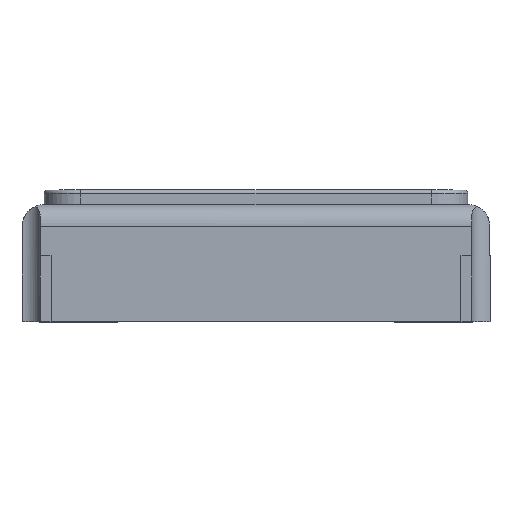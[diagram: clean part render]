
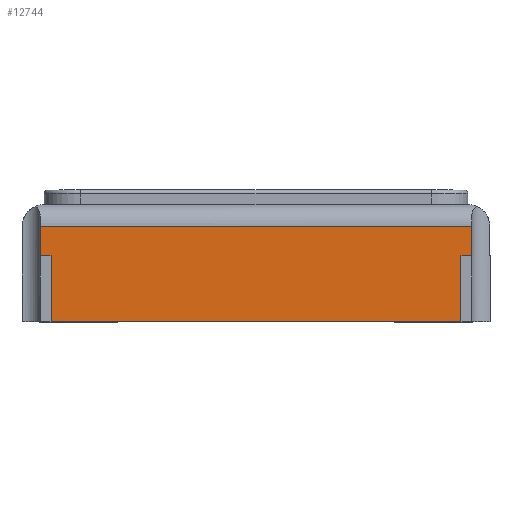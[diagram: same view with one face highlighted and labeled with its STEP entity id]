
A CAD part, top view. The second image highlights one B-rep face of the part: STEP entity #12744.
In plain terms, the highlighted planar face has unit normal (0, 0, 1).
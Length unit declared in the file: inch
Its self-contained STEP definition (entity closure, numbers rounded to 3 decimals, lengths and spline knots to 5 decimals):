
#71 = CARTESIAN_POINT ( 'NONE',  ( -0.05521, 0., 0.02953 ) ) ;
#183 = ORIENTED_EDGE ( 'NONE', *, *, #9328, .F. ) ;
#393 = CARTESIAN_POINT ( 'NONE',  ( 0.05521, 0.01772, 0.02953 ) ) ;
#536 = VERTEX_POINT ( 'NONE', #9694 ) ;
#1092 = ORIENTED_EDGE ( 'NONE', *, *, #14978, .T. ) ;
#1155 = LINE ( 'NONE', #8278, #9601 ) ;
#1170 = ORIENTED_EDGE ( 'NONE', *, *, #7662, .T. ) ;
#1463 = EDGE_CURVE ( 'Defeatured_0_30+Defeatured_0_12+Defeatured_0_43+Defeatured_0_241', #15177, #536, #1853, .T. ) ;
#1509 = CARTESIAN_POINT ( 'NONE',  ( -0.05521, 0.01772, 0.02953 ) ) ;
#1676 = DIRECTION ( 'NONE',  ( 0., 0., -1. ) ) ;
#1766 = VERTEX_POINT ( 'NONE', #71 ) ;
#1821 = VERTEX_POINT ( 'NONE', #1509 ) ;
#1853 = LINE ( 'NONE', #3241, #10484 ) ;
#2254 = VECTOR ( 'NONE', #12800, 39.37008 ) ;
#2927 = EDGE_CURVE ( 'Defeatured_0_12+Defeatured_0_51+Defeatured_0_13+Defeatured_0_54', #4198, #10432, #3888, .T. ) ;
#3241 = CARTESIAN_POINT ( 'NONE',  ( -0.05807, -0.00004, 0.02953 ) ) ;
#3888 = LINE ( 'NONE', #12541, #2254 ) ;
#3971 = CARTESIAN_POINT ( 'NONE',  ( -0.06299, 0.0315, 0.02953 ) ) ;
#4198 = VERTEX_POINT ( 'NONE', #4727 ) ;
#4395 = DIRECTION ( 'NONE',  ( 0., 1., 0. ) ) ;
#4446 = ORIENTED_EDGE ( 'NONE', *, *, #2927, .T. ) ;
#4576 = VECTOR ( 'NONE', #6539, 39.37008 ) ;
#4727 = CARTESIAN_POINT ( 'NONE',  ( 0.05521, 0., 0.02953 ) ) ;
#5287 = EDGE_CURVE ( 'Defeatured_0_12+Defeatured_0_41+Defeatured_0_43+Defeatured_0_13', #1821, #1766, #5928, .T. ) ;
#5782 = CARTESIAN_POINT ( 'NONE',  ( -0.05521, 0.01772, 0.02953 ) ) ;
#5812 = VERTEX_POINT ( 'NONE', #7401 ) ;
#5928 = LINE ( 'NONE', #5782, #13640 ) ;
#6047 = CARTESIAN_POINT ( 'NONE',  ( 0.05807, 0.02559, 0.02953 ) ) ;
#6256 = VECTOR ( 'NONE', #8902, 39.37008 ) ;
#6443 = CARTESIAN_POINT ( 'NONE',  ( -0.06299, 0.01772, 0.02953 ) ) ;
#6476 = EDGE_LOOP ( 'NONE', ( #12073, #1092, #15134, #183, #9484, #13991, #4446, #1170 ) ) ;
#6539 = DIRECTION ( 'NONE',  ( 1., 0., 0. ) ) ;
#6549 = VECTOR ( 'NONE', #14902, 39.37008 ) ;
#6871 = CARTESIAN_POINT ( 'NONE',  ( -0.05807, 0.01772, 0.02953 ) ) ;
#7121 = DIRECTION ( 'NONE',  ( 1., 0., 0. ) ) ;
#7137 = LINE ( 'NONE', #7164, #12834 ) ;
#7164 = CARTESIAN_POINT ( 'NONE',  ( 0.05807, -0.00004, 0.02953 ) ) ;
#7401 = CARTESIAN_POINT ( 'NONE',  ( 0.05807, 0.01772, 0.02953 ) ) ;
#7662 = EDGE_CURVE ( 'Defeatured_0_12+Defeatured_0_54+Defeatured_0_51+Defeatured_0_31', #10432, #5812, #12857, .T. ) ;
#7971 = FACE_OUTER_BOUND ( 'NONE', #6476, .T. ) ;
#8278 = CARTESIAN_POINT ( 'NONE',  ( -0.06299, 0., 0.02953 ) ) ;
#8444 = AXIS2_PLACEMENT_3D ( 'NONE', #3971, #1676, #12144 ) ;
#8684 = PLANE ( 'NONE',  #8444 ) ;
#8902 = DIRECTION ( 'NONE',  ( -1., 0., 0. ) ) ;
#9328 = EDGE_CURVE ( 'Defeatured_0_43+Defeatured_0_12+Defeatured_0_41+Defeatured_0_30', #1821, #15177, #9670, .T. ) ;
#9377 = LINE ( 'NONE', #14784, #6256 ) ;
#9484 = ORIENTED_EDGE ( 'NONE', *, *, #5287, .T. ) ;
#9601 = VECTOR ( 'NONE', #7121, 39.37008 ) ;
#9670 = LINE ( 'NONE', #9889, #6549 ) ;
#9694 = CARTESIAN_POINT ( 'NONE',  ( -0.05807, 0.02559, 0.02953 ) ) ;
#9864 = EDGE_CURVE ( 'Defeatured_0_12+Defeatured_0_31+Defeatured_0_54+Defeatured_0_241', #5812, #10630, #7137, .T. ) ;
#9889 = CARTESIAN_POINT ( 'NONE',  ( -0.06299, 0.01772, 0.02953 ) ) ;
#10432 = VERTEX_POINT ( 'NONE', #393 ) ;
#10484 = VECTOR ( 'NONE', #4395, 39.37008 ) ;
#10548 = DIRECTION ( 'NONE',  ( 0., -1., 0. ) ) ;
#10630 = VERTEX_POINT ( 'NONE', #6047 ) ;
#12073 = ORIENTED_EDGE ( 'NONE', *, *, #9864, .T. ) ;
#12144 = DIRECTION ( 'NONE',  ( -1., 0., 0. ) ) ;
#12541 = CARTESIAN_POINT ( 'NONE',  ( 0.05521, 0.01772, 0.02953 ) ) ;
#12744 = ADVANCED_FACE ( 'Defeatured_0_12', ( #7971 ), #8684, .F. ) ;
#12800 = DIRECTION ( 'NONE',  ( 0., 1., 0. ) ) ;
#12834 = VECTOR ( 'NONE', #13015, 39.37008 ) ;
#12857 = LINE ( 'NONE', #6443, #4576 ) ;
#13015 = DIRECTION ( 'NONE',  ( 0., 1., 0. ) ) ;
#13640 = VECTOR ( 'NONE', #10548, 39.37008 ) ;
#13785 = EDGE_CURVE ( 'Defeatured_0_12+Defeatured_0_13+Defeatured_0_41+Defeatured_0_51', #1766, #4198, #1155, .T. ) ;
#13991 = ORIENTED_EDGE ( 'NONE', *, *, #13785, .T. ) ;
#14784 = CARTESIAN_POINT ( 'NONE',  ( -0.06299, 0.02559, 0.02953 ) ) ;
#14902 = DIRECTION ( 'NONE',  ( -1., 0., 0. ) ) ;
#14978 = EDGE_CURVE ( 'Defeatured_0_12+Defeatured_0_241+Defeatured_0_31+Defeatured_0_30', #10630, #536, #9377, .T. ) ;
#15134 = ORIENTED_EDGE ( 'NONE', *, *, #1463, .F. ) ;
#15177 = VERTEX_POINT ( 'NONE', #6871 ) ;
